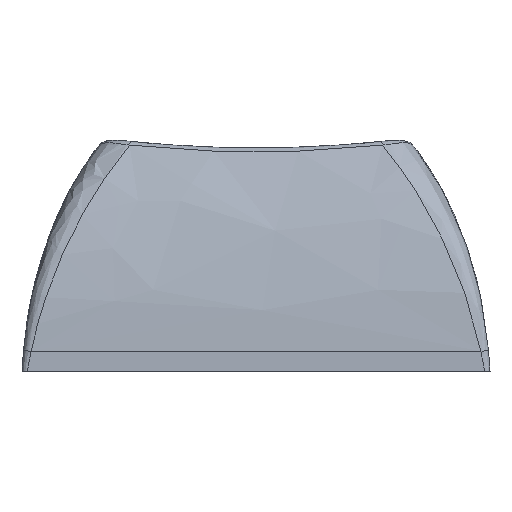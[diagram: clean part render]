
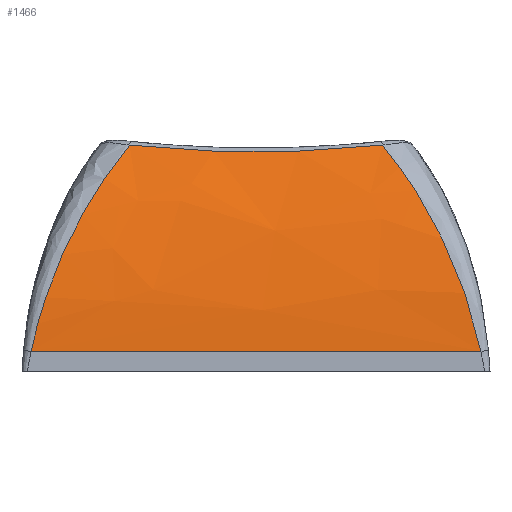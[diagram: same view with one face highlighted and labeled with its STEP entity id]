
A CAD part, left-side view. The second image highlights one B-rep face of the part: STEP entity #1466.
In plain terms, the highlighted free-form (B-spline) face has degree [3, 1] with [5, 2] control points.
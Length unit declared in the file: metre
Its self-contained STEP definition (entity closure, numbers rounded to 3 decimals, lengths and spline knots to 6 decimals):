
#49=B_SPLINE_SURFACE_WITH_KNOTS('',3,1,((#3543,#3544),(#3545,#3546),(#3547,
#3548),(#3549,#3550),(#3551,#3552)),.SURF_OF_LINEAR_EXTRUSION.,.F.,.F.,
 .F.,(4,1,4),(2,2),(0.03509,0.517545,1.),
(0.,1.),.UNSPECIFIED.);
#94=B_SPLINE_CURVE_WITH_KNOTS('',3,(#2561,#2562,#2563,#2564),
 .UNSPECIFIED.,.F.,.F.,(4,4),(0.,1.),.UNSPECIFIED.);
#117=B_SPLINE_CURVE_WITH_KNOTS('',3,(#3274,#3275,#3276,#3277,#3278,#3279,
#3280,#3281,#3282,#3283,#3284,#3285,#3286,#3287,#3288,#3289,#3290,#3291),
 .UNSPECIFIED.,.F.,.F.,(4,1,1,1,1,1,1,1,1,1,1,1,1,1,1,4),(0.,0.125,0.25,
0.375,0.5,0.625,0.75,0.8125,0.875,0.90625,0.9375,0.953125,0.960938,0.96875,
0.984375,1.),.UNSPECIFIED.);
#120=B_SPLINE_CURVE_WITH_KNOTS('',3,(#3442,#3443,#3444,#3445,#3446,#3447,
#3448,#3449,#3450,#3451,#3452,#3453,#3454,#3455,#3456,#3457,#3458,#3459),
 .UNSPECIFIED.,.F.,.F.,(4,1,1,1,1,1,1,1,1,1,1,1,1,1,1,4),(0.,0.015625,0.03125,
0.039063,0.046875,0.0625,0.09375,0.125,0.1875,0.25,0.375,0.5,0.625,0.75,
0.875,1.),.UNSPECIFIED.);
#544=ORIENTED_EDGE('',*,*,#779,.T.);
#545=ORIENTED_EDGE('',*,*,#745,.T.);
#546=ORIENTED_EDGE('',*,*,#784,.T.);
#547=ORIENTED_EDGE('',*,*,#795,.T.);
#745=EDGE_CURVE('',#905,#900,#94,.T.);
#779=EDGE_CURVE('',#924,#905,#117,.T.);
#784=EDGE_CURVE('',#900,#927,#120,.T.);
#795=EDGE_CURVE('',#927,#924,#1050,.T.);
#900=VERTEX_POINT('',#2503);
#905=VERTEX_POINT('',#2546);
#924=VERTEX_POINT('',#3292);
#927=VERTEX_POINT('',#3460);
#1050=LINE('',#3542,#1170);
#1170=VECTOR('',#1813,1.);
#1254=EDGE_LOOP('',(#544,#545,#546,#547));
#1342=FACE_BOUND('',#1254,.T.);
#1466=ADVANCED_FACE('',(#1342),#49,.T.);
#1813=DIRECTION('',(0.,-1.,0.));
#2503=CARTESIAN_POINT('',(0.255792,0.090706,0.008863));
#2546=CARTESIAN_POINT('',(0.255792,0.080809,0.008863));
#2561=CARTESIAN_POINT('',(0.255792,0.080809,0.008863));
#2562=CARTESIAN_POINT('',(0.255512,0.084108,0.008511));
#2563=CARTESIAN_POINT('',(0.255512,0.087407,0.008511));
#2564=CARTESIAN_POINT('',(0.255792,0.090706,0.008863));
#3274=CARTESIAN_POINT('',(0.25283,0.076959,0.0008));
#3275=CARTESIAN_POINT('',(0.252865,0.077047,0.001211));
#3276=CARTESIAN_POINT('',(0.252958,0.077234,0.001974));
#3277=CARTESIAN_POINT('',(0.253179,0.077601,0.003139));
#3278=CARTESIAN_POINT('',(0.253447,0.078001,0.004183));
#3279=CARTESIAN_POINT('',(0.25381,0.078497,0.005281));
#3280=CARTESIAN_POINT('',(0.254195,0.078991,0.006221));
#3281=CARTESIAN_POINT('',(0.254597,0.07948,0.007033));
#3282=CARTESIAN_POINT('',(0.25492,0.079857,0.0076));
#3283=CARTESIAN_POINT('',(0.255152,0.08012,0.007972));
#3284=CARTESIAN_POINT('',(0.255323,0.08031,0.008228));
#3285=CARTESIAN_POINT('',(0.255457,0.080455,0.008418));
#3286=CARTESIAN_POINT('',(0.255526,0.080531,0.008514));
#3287=CARTESIAN_POINT('',(0.255591,0.080602,0.008602));
#3288=CARTESIAN_POINT('',(0.25562,0.080633,0.008641));
#3289=CARTESIAN_POINT('',(0.255696,0.080712,0.008742));
#3290=CARTESIAN_POINT('',(0.255772,0.080788,0.008837));
#3291=CARTESIAN_POINT('',(0.255792,0.080809,0.008863));
#3292=CARTESIAN_POINT('',(0.252829,0.076959,0.0008));
#3442=CARTESIAN_POINT('',(0.255792,0.090706,0.008863));
#3443=CARTESIAN_POINT('',(0.255772,0.090728,0.008837));
#3444=CARTESIAN_POINT('',(0.255697,0.090803,0.008742));
#3445=CARTESIAN_POINT('',(0.255621,0.090883,0.008641));
#3446=CARTESIAN_POINT('',(0.255591,0.090914,0.008602));
#3447=CARTESIAN_POINT('',(0.255526,0.090985,0.008514));
#3448=CARTESIAN_POINT('',(0.255457,0.09106,0.008418));
#3449=CARTESIAN_POINT('',(0.255324,0.091205,0.008229));
#3450=CARTESIAN_POINT('',(0.255152,0.091396,0.007971));
#3451=CARTESIAN_POINT('',(0.25492,0.091659,0.007601));
#3452=CARTESIAN_POINT('',(0.254597,0.092036,0.007033));
#3453=CARTESIAN_POINT('',(0.254195,0.092525,0.006221));
#3454=CARTESIAN_POINT('',(0.25381,0.093019,0.005281));
#3455=CARTESIAN_POINT('',(0.253447,0.093515,0.004183));
#3456=CARTESIAN_POINT('',(0.253179,0.093914,0.003139));
#3457=CARTESIAN_POINT('',(0.252958,0.094282,0.001975));
#3458=CARTESIAN_POINT('',(0.252865,0.094469,0.001211));
#3459=CARTESIAN_POINT('',(0.25283,0.094557,0.0008));
#3460=CARTESIAN_POINT('',(0.252829,0.094556,0.0008));
#3542=CARTESIAN_POINT('',(0.25283,0.085846,0.0008));
#3543=CARTESIAN_POINT('',(0.255825,0.094662,0.008904));
#3544=CARTESIAN_POINT('',(0.255825,0.076853,0.008904));
#3545=CARTESIAN_POINT('',(0.254908,0.094662,0.007764));
#3546=CARTESIAN_POINT('',(0.254908,0.076853,0.007764));
#3547=CARTESIAN_POINT('',(0.25356,0.094662,0.005121));
#3548=CARTESIAN_POINT('',(0.25356,0.076853,0.005121));
#3549=CARTESIAN_POINT('',(0.252955,0.094662,0.00226));
#3550=CARTESIAN_POINT('',(0.252955,0.076853,0.00226));
#3551=CARTESIAN_POINT('',(0.25283,0.094662,0.0008));
#3552=CARTESIAN_POINT('',(0.25283,0.076853,0.0008));
